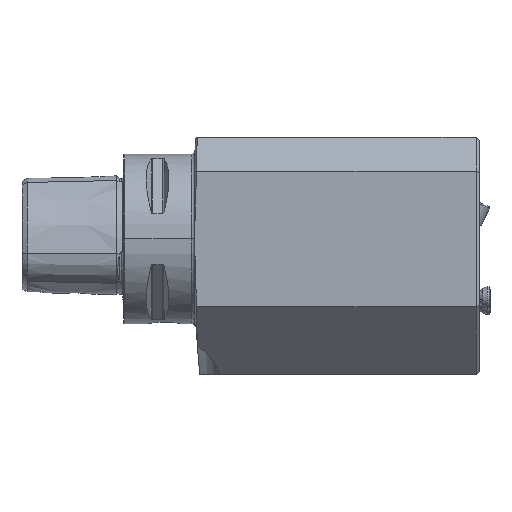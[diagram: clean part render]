
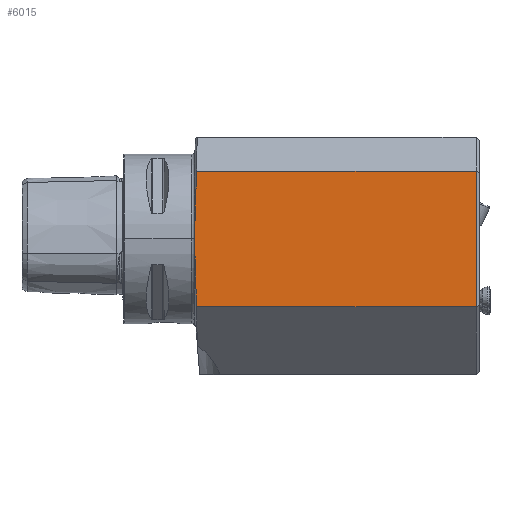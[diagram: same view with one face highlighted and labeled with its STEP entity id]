
A CAD part, top view. The second image highlights one B-rep face of the part: STEP entity #6015.
In plain terms, the highlighted planar face has unit normal (0, 0, 1).
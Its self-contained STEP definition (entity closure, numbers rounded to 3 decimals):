
#17 = ORIENTED_EDGE ( 'NONE', *, *, #8468, .T. ) ;
#325 = AXIS2_PLACEMENT_3D ( 'NONE', #6258, #13019, #2961 ) ;
#408 = VECTOR ( 'NONE', #616, 1000. ) ;
#616 = DIRECTION ( 'NONE',  ( 0., 1., 0. ) ) ;
#620 = LINE ( 'NONE', #9525, #9236 ) ;
#833 = CARTESIAN_POINT ( 'NONE',  ( 21.062, 6.667, 26. ) ) ;
#1227 = B_SPLINE_CURVE_WITH_KNOTS ( 'NONE', 3,
 ( #11748, #7974, #7799, #833, #6624, #12190 ),
 .UNSPECIFIED., .F., .F.,
 ( 4, 2, 4 ),
 ( 0.067, 0.077, 0.087 ),
 .UNSPECIFIED. ) ;
#1347 = DIRECTION ( 'NONE',  ( 1., 0., 0. ) ) ;
#1617 = CARTESIAN_POINT ( 'NONE',  ( 21.599, -20., 26. ) ) ;
#2506 = EDGE_CURVE ( 'NONE', #9304, #8440, #9217, .T. ) ;
#2551 = FACE_OUTER_BOUND ( 'NONE', #4467, .T. ) ;
#2961 = DIRECTION ( 'NONE',  ( 0., -1., 0. ) ) ;
#3634 = VECTOR ( 'NONE', #1347, 1000. ) ;
#3638 = EDGE_CURVE ( 'NONE', #4364, #9304, #1227, .T. ) ;
#4364 = VERTEX_POINT ( 'NONE', #13632 ) ;
#4467 = EDGE_LOOP ( 'NONE', ( #9635, #17, #8277, #13711, #6831 ) ) ;
#4755 = EDGE_CURVE ( 'NONE', #8440, #10611, #6114, .T. ) ;
#5335 = CARTESIAN_POINT ( 'NONE',  ( 21.421, -16.668, 26. ) ) ;
#5493 = VERTEX_POINT ( 'NONE', #9386 ) ;
#5679 = LINE ( 'NONE', #11683, #408 ) ;
#5790 = CARTESIAN_POINT ( 'NONE',  ( 104., -20., 26. ) ) ;
#5935 = CARTESIAN_POINT ( 'NONE',  ( 21.004, 0., 26. ) ) ;
#6015 = ADVANCED_FACE ( 'NONE', ( #2551 ), #10958, .T. ) ;
#6114 = LINE ( 'NONE', #13933, #3634 ) ;
#6258 = CARTESIAN_POINT ( 'NONE',  ( -30., 20., 26. ) ) ;
#6624 = CARTESIAN_POINT ( 'NONE',  ( 21.004, 3.334, 26. ) ) ;
#6831 = ORIENTED_EDGE ( 'NONE', *, *, #2506, .T. ) ;
#7256 = DIRECTION ( 'NONE',  ( 1., 0., 0. ) ) ;
#7799 = CARTESIAN_POINT ( 'NONE',  ( 21.271, 13.335, 26. ) ) ;
#7974 = CARTESIAN_POINT ( 'NONE',  ( 21.421, 16.669, 26. ) ) ;
#7975 = EDGE_CURVE ( 'NONE', #4364, #5493, #620, .T. ) ;
#8277 = ORIENTED_EDGE ( 'NONE', *, *, #7975, .F. ) ;
#8440 = VERTEX_POINT ( 'NONE', #1617 ) ;
#8468 = EDGE_CURVE ( 'NONE', #10611, #5493, #5679, .T. ) ;
#8856 = CARTESIAN_POINT ( 'NONE',  ( 21.004, 0., 26. ) ) ;
#9217 = B_SPLINE_CURVE_WITH_KNOTS ( 'NONE', 3,
 ( #8856, #9839, #14371, #12093, #5335, #10256 ),
 .UNSPECIFIED., .F., .F.,
 ( 4, 2, 4 ),
 ( 0.087, 0.097, 0.107 ),
 .UNSPECIFIED. ) ;
#9236 = VECTOR ( 'NONE', #7256, 1000. ) ;
#9304 = VERTEX_POINT ( 'NONE', #5935 ) ;
#9386 = CARTESIAN_POINT ( 'NONE',  ( 104., 20., 26. ) ) ;
#9525 = CARTESIAN_POINT ( 'NONE',  ( -30., 20., 26. ) ) ;
#9635 = ORIENTED_EDGE ( 'NONE', *, *, #4755, .T. ) ;
#9839 = CARTESIAN_POINT ( 'NONE',  ( 21.004, -3.334, 26. ) ) ;
#10256 = CARTESIAN_POINT ( 'NONE',  ( 21.599, -20., 26. ) ) ;
#10611 = VERTEX_POINT ( 'NONE', #5790 ) ;
#10958 = PLANE ( 'NONE',  #325 ) ;
#11683 = CARTESIAN_POINT ( 'NONE',  ( 104., 20., 26. ) ) ;
#11748 = CARTESIAN_POINT ( 'NONE',  ( 21.599, 20., 26. ) ) ;
#12093 = CARTESIAN_POINT ( 'NONE',  ( 21.271, -13.334, 26. ) ) ;
#12190 = CARTESIAN_POINT ( 'NONE',  ( 21.004, 0., 26. ) ) ;
#13019 = DIRECTION ( 'NONE',  ( 0., 0., 1. ) ) ;
#13632 = CARTESIAN_POINT ( 'NONE',  ( 21.599, 20., 26. ) ) ;
#13711 = ORIENTED_EDGE ( 'NONE', *, *, #3638, .T. ) ;
#13933 = CARTESIAN_POINT ( 'NONE',  ( -30., -20., 26. ) ) ;
#14371 = CARTESIAN_POINT ( 'NONE',  ( 21.062, -6.667, 26. ) ) ;
